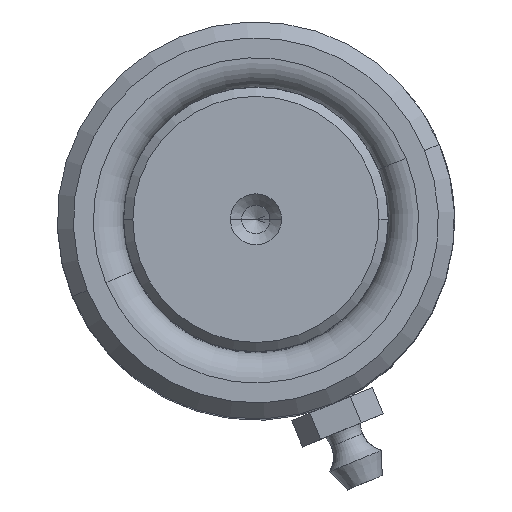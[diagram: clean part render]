
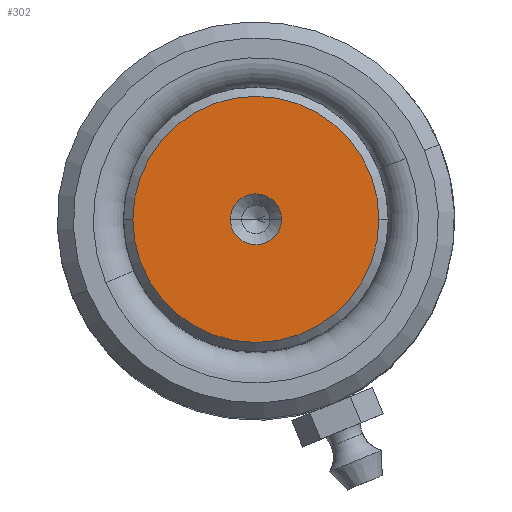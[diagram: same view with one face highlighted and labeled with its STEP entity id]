
A CAD part, top view. The second image highlights one B-rep face of the part: STEP entity #302.
In plain terms, the highlighted planar face has unit normal (0, 0, 1).
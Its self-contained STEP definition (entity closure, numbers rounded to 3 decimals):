
#49 = CARTESIAN_POINT ( 'NONE',  ( 0., 0., 140. ) ) ;
#80 = AXIS2_PLACEMENT_3D ( 'NONE', #3134, #138, #1382 ) ;
#138 = DIRECTION ( 'NONE',  ( 0., 0., 1. ) ) ;
#195 = ORIENTED_EDGE ( 'NONE', *, *, #6846, .F. ) ;
#302 = ADVANCED_FACE ( 'NONE', ( #5740, #4093 ), #7215, .T. ) ;
#373 = CIRCLE ( 'NONE', #4638, 2.7 ) ;
#444 = CARTESIAN_POINT ( 'NONE',  ( 0., 0., 140. ) ) ;
#495 = CARTESIAN_POINT ( 'NONE',  ( -13.011, 0., 140. ) ) ;
#586 = VERTEX_POINT ( 'NONE', #2787 ) ;
#600 = VERTEX_POINT ( 'NONE', #2735 ) ;
#790 = ORIENTED_EDGE ( 'NONE', *, *, #6802, .F. ) ;
#1203 = CIRCLE ( 'NONE', #5022, 13.011 ) ;
#1327 = AXIS2_PLACEMENT_3D ( 'NONE', #6276, #1545, #2243 ) ;
#1382 = DIRECTION ( 'NONE',  ( 1., 0., 0. ) ) ;
#1545 = DIRECTION ( 'NONE',  ( 0., 0., 1. ) ) ;
#2243 = DIRECTION ( 'NONE',  ( 1., 0., 0. ) ) ;
#2394 = DIRECTION ( 'NONE',  ( 1., 0., 0. ) ) ;
#2701 = AXIS2_PLACEMENT_3D ( 'NONE', #444, #5249, #6306 ) ;
#2729 = EDGE_LOOP ( 'NONE', ( #7492, #3943 ) ) ;
#2735 = CARTESIAN_POINT ( 'NONE',  ( -2.7, 0., 140. ) ) ;
#2787 = CARTESIAN_POINT ( 'NONE',  ( 2.7, 0., 140. ) ) ;
#3134 = CARTESIAN_POINT ( 'NONE',  ( 0., 0., 140. ) ) ;
#3290 = EDGE_CURVE ( 'NONE', #6390, #3459, #3363, .T. ) ;
#3359 = CARTESIAN_POINT ( 'NONE',  ( 0., 0., 140. ) ) ;
#3363 = CIRCLE ( 'NONE', #2701, 13.011 ) ;
#3459 = VERTEX_POINT ( 'NONE', #495 ) ;
#3530 = CIRCLE ( 'NONE', #1327, 2.7 ) ;
#3943 = ORIENTED_EDGE ( 'NONE', *, *, #3290, .T. ) ;
#4069 = DIRECTION ( 'NONE',  ( 0., 0., 1. ) ) ;
#4093 = FACE_OUTER_BOUND ( 'NONE', #2729, .T. ) ;
#4638 = AXIS2_PLACEMENT_3D ( 'NONE', #3359, #5056, #7470 ) ;
#4890 = EDGE_LOOP ( 'NONE', ( #195, #790 ) ) ;
#5022 = AXIS2_PLACEMENT_3D ( 'NONE', #49, #4069, #2394 ) ;
#5056 = DIRECTION ( 'NONE',  ( 0., 0., 1. ) ) ;
#5249 = DIRECTION ( 'NONE',  ( 0., 0., 1. ) ) ;
#5473 = CARTESIAN_POINT ( 'NONE',  ( 13.011, 0., 140. ) ) ;
#5740 = FACE_BOUND ( 'NONE', #4890, .T. ) ;
#6276 = CARTESIAN_POINT ( 'NONE',  ( 0., 0., 140. ) ) ;
#6306 = DIRECTION ( 'NONE',  ( 1., 0., 0. ) ) ;
#6390 = VERTEX_POINT ( 'NONE', #5473 ) ;
#6802 = EDGE_CURVE ( 'NONE', #600, #586, #373, .T. ) ;
#6846 = EDGE_CURVE ( 'NONE', #586, #600, #3530, .T. ) ;
#7215 = PLANE ( 'NONE',  #80 ) ;
#7470 = DIRECTION ( 'NONE',  ( 1., 0., 0. ) ) ;
#7492 = ORIENTED_EDGE ( 'NONE', *, *, #7539, .T. ) ;
#7539 = EDGE_CURVE ( 'NONE', #3459, #6390, #1203, .T. ) ;
